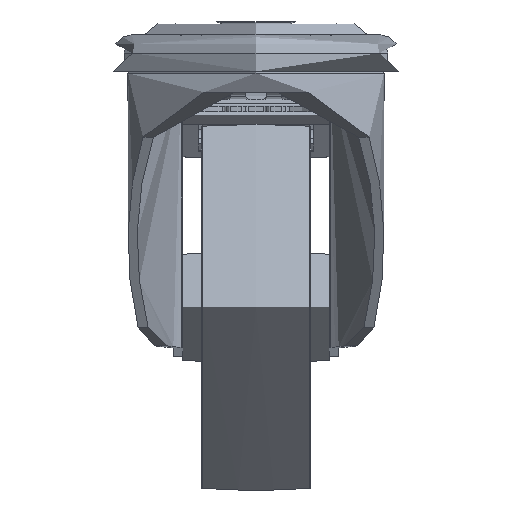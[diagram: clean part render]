
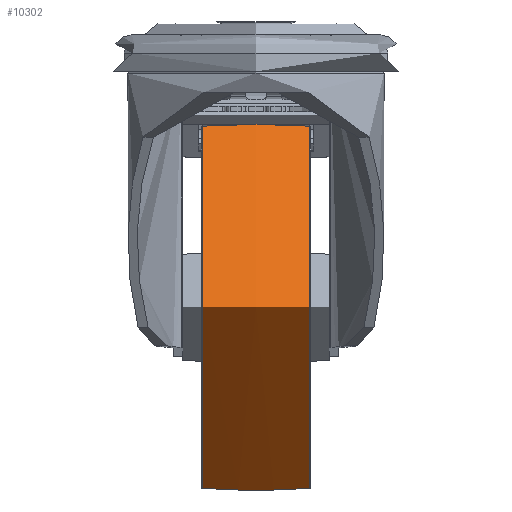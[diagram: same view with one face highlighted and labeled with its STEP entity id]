
A CAD part, left-side view. The second image highlights one B-rep face of the part: STEP entity #10302.
In plain terms, the highlighted free-form (B-spline) face has degree [2, 2] with [3, 9] control points.
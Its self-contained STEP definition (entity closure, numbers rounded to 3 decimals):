
#1002=(
BOUNDED_SURFACE()
B_SPLINE_SURFACE(2,2,((#15367,#15368,#15369,#15370,#15371,#15372,#15373,
#15374,#15375),(#15376,#15377,#15378,#15379,#15380,#15381,#15382,#15383,
#15384),(#15385,#15386,#15387,#15388,#15389,#15390,#15391,#15392,#15393)),
 .UNSPECIFIED.,.F.,.T.,.F.)
B_SPLINE_SURFACE_WITH_KNOTS((3,3),(3,2,2,2,3),(-0.065,0.065),
(-3.142,-1.571,0.,1.571,3.142),
 .UNSPECIFIED.)
GEOMETRIC_REPRESENTATION_ITEM()
RATIONAL_B_SPLINE_SURFACE(((1.,0.707,1.,0.707,1.,
0.707,1.,0.707,1.),(0.998,0.706,
0.998,0.706,0.998,0.706,
0.998,0.706,0.998),(1.,0.707,
1.,0.707,1.,0.707,1.,0.707,1.)))
REPRESENTATION_ITEM('')
SURFACE()
);
#1271=FACE_OUTER_BOUND('',#1892,.T.);
#1892=EDGE_LOOP('',(#7196,#7197,#7198,#7199));
#4151=CIRCLE('',#11090,49.531);
#4152=CIRCLE('',#11091,225.25);
#4153=CIRCLE('',#11092,49.531);
#4619=VERTEX_POINT('',#15364);
#4620=VERTEX_POINT('',#15394);
#5621=EDGE_CURVE('',#4619,#4619,#4151,.T.);
#5622=EDGE_CURVE('',#4619,#4620,#4152,.T.);
#5623=EDGE_CURVE('',#4620,#4620,#4153,.T.);
#7196=ORIENTED_EDGE('',*,*,#5621,.F.);
#7197=ORIENTED_EDGE('',*,*,#5622,.T.);
#7198=ORIENTED_EDGE('',*,*,#5623,.T.);
#7199=ORIENTED_EDGE('',*,*,#5622,.F.);
#10302=ADVANCED_FACE('',(#1271),#1002,.F.);
#11090=AXIS2_PLACEMENT_3D('',#15366,#12283,#12284);
#11091=AXIS2_PLACEMENT_3D('',#15395,#12285,#12286);
#11092=AXIS2_PLACEMENT_3D('',#15396,#12287,#12288);
#12283=DIRECTION('center_axis',(0.,1.,0.));
#12284=DIRECTION('ref_axis',(0.,0.,1.));
#12285=DIRECTION('center_axis',(-1.,0.,0.));
#12286=DIRECTION('ref_axis',(0.,0.,-1.));
#12287=DIRECTION('center_axis',(0.,1.,0.));
#12288=DIRECTION('ref_axis',(0.,0.,1.));
#15364=CARTESIAN_POINT('',(0.,14.532,-49.531));
#15366=CARTESIAN_POINT('Origin',(0.,14.532,0.));
#15367=CARTESIAN_POINT('Ctrl Pts',(0.,-14.532,-49.531));
#15368=CARTESIAN_POINT('Ctrl Pts',(-49.531,-14.532,-49.531));
#15369=CARTESIAN_POINT('Ctrl Pts',(-49.531,-14.532,0.));
#15370=CARTESIAN_POINT('Ctrl Pts',(-49.531,-14.532,49.531));
#15371=CARTESIAN_POINT('Ctrl Pts',(0.,-14.532,49.531));
#15372=CARTESIAN_POINT('Ctrl Pts',(49.531,-14.532,49.531));
#15373=CARTESIAN_POINT('Ctrl Pts',(49.531,-14.532,0.));
#15374=CARTESIAN_POINT('Ctrl Pts',(49.531,-14.532,-49.531));
#15375=CARTESIAN_POINT('Ctrl Pts',(0.,-14.532,-49.531));
#15376=CARTESIAN_POINT('Ctrl Pts',(0.,0.,-50.47));
#15377=CARTESIAN_POINT('Ctrl Pts',(-50.47,0.,
-50.47));
#15378=CARTESIAN_POINT('Ctrl Pts',(-50.47,0.,
0.));
#15379=CARTESIAN_POINT('Ctrl Pts',(-50.47,0.,
50.47));
#15380=CARTESIAN_POINT('Ctrl Pts',(0.,0.,50.47));
#15381=CARTESIAN_POINT('Ctrl Pts',(50.47,0.,
50.47));
#15382=CARTESIAN_POINT('Ctrl Pts',(50.47,0.,
0.));
#15383=CARTESIAN_POINT('Ctrl Pts',(50.47,0.,
-50.47));
#15384=CARTESIAN_POINT('Ctrl Pts',(0.,0.,-50.47));
#15385=CARTESIAN_POINT('Ctrl Pts',(0.,14.532,-49.531));
#15386=CARTESIAN_POINT('Ctrl Pts',(-49.531,14.532,-49.531));
#15387=CARTESIAN_POINT('Ctrl Pts',(-49.531,14.532,0.));
#15388=CARTESIAN_POINT('Ctrl Pts',(-49.531,14.532,49.531));
#15389=CARTESIAN_POINT('Ctrl Pts',(0.,14.532,49.531));
#15390=CARTESIAN_POINT('Ctrl Pts',(49.531,14.532,49.531));
#15391=CARTESIAN_POINT('Ctrl Pts',(49.531,14.532,0.));
#15392=CARTESIAN_POINT('Ctrl Pts',(49.531,14.532,-49.531));
#15393=CARTESIAN_POINT('Ctrl Pts',(0.,14.532,-49.531));
#15394=CARTESIAN_POINT('',(0.,-14.532,-49.531));
#15395=CARTESIAN_POINT('Origin',(0.,0.,
175.25));
#15396=CARTESIAN_POINT('Origin',(0.,-14.532,0.));
